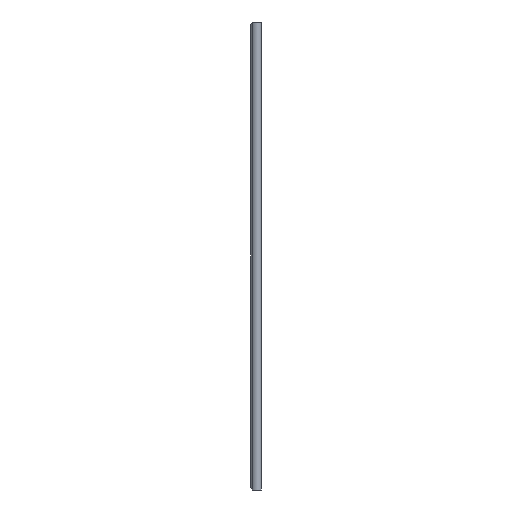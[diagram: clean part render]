
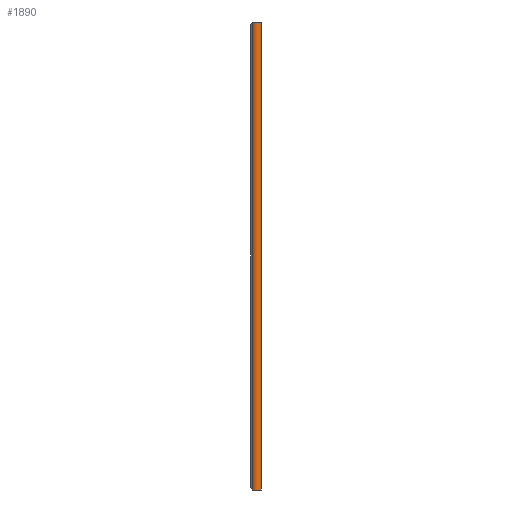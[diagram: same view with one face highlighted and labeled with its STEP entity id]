
A CAD part, left-side view. The second image highlights one B-rep face of the part: STEP entity #1890.
In plain terms, the highlighted cylindrical face has radius 6 mm (diameter 12 mm), a partial arc.
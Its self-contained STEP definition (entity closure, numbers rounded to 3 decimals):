
#404=CARTESIAN_POINT('',(-57.,6.,-21.5));
#405=DIRECTION('',(0.,0.,-1.));
#406=DIRECTION('',(0.,-1.,0.));
#407=AXIS2_PLACEMENT_3D('',#404,#405,#406);
#409=DIRECTION('',(0.,0.,1.));
#410=VECTOR('',#409,543.);
#411=CARTESIAN_POINT('',(-61.243,10.243,-21.5));
#412=LINE('',#411,#410);
#413=CARTESIAN_POINT('',(-57.,6.,521.5));
#414=DIRECTION('',(0.,0.,1.));
#415=DIRECTION('',(-0.707,0.707,0.));
#416=AXIS2_PLACEMENT_3D('',#413,#414,#415);
#418=DIRECTION('',(0.,0.,-1.));
#419=VECTOR('',#418,543.);
#420=CARTESIAN_POINT('',(-57.,0.,521.5));
#421=LINE('',#420,#419);
#1239=CARTESIAN_POINT('',(-57.,0.,-21.5));
#1241=VERTEX_POINT('',#1239);
#1244=CARTESIAN_POINT('',(-61.243,10.243,-21.5));
#1246=VERTEX_POINT('',#1244);
#1280=CARTESIAN_POINT('',(-57.,0.,521.5));
#1282=VERTEX_POINT('',#1280);
#1287=CARTESIAN_POINT('',(-61.243,10.243,521.5));
#1289=VERTEX_POINT('',#1287);
#1877=CARTESIAN_POINT('',(-57.,6.,21.5));
#1878=DIRECTION('',(0.,0.,-1.));
#1879=DIRECTION('',(-1.,0.,0.));
#1880=AXIS2_PLACEMENT_3D('',#1877,#1878,#1879);
#1881=CYLINDRICAL_SURFACE('',#1880,6.);
#1882=ORIENTED_EDGE('',*,*,#1630,.T.);
#1884=ORIENTED_EDGE('',*,*,#1883,.T.);
#1886=ORIENTED_EDGE('',*,*,#1885,.T.);
#1887=ORIENTED_EDGE('',*,*,#1656,.T.);
#1888=EDGE_LOOP('',(#1882,#1884,#1886,#1887));
#1889=FACE_OUTER_BOUND('',#1888,.F.);
#1890=ADVANCED_FACE('',(#1889),#1881,.T.);
#408=CIRCLE('',#407,6.);
#417=CIRCLE('',#416,6.);
#1630=EDGE_CURVE('',#1241,#1246,#408,.T.);
#1656=EDGE_CURVE('',#1282,#1241,#421,.T.);
#1883=EDGE_CURVE('',#1246,#1289,#412,.T.);
#1885=EDGE_CURVE('',#1289,#1282,#417,.T.);
